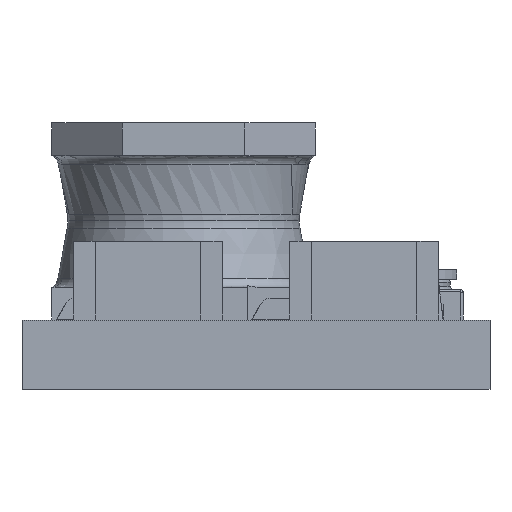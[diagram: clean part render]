
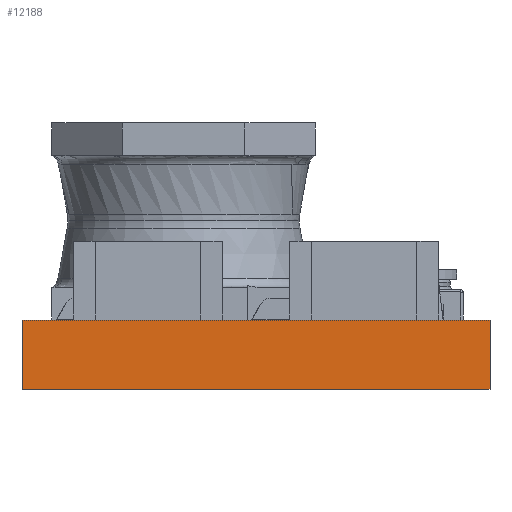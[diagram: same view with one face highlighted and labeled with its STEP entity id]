
A CAD part, front view. The second image highlights one B-rep face of the part: STEP entity #12188.
In plain terms, the highlighted planar face has unit normal (0, -1, 0).
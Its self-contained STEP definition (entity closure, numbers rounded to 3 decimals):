
#1274 = DIRECTION ( 'NONE',  ( 1., 0., 0. ) ) ;
#1895 = EDGE_CURVE ( 'NONE', #16112, #32457, #23641, .T. ) ;
#2521 = VERTEX_POINT ( 'NONE', #39455 ) ;
#2697 = ORIENTED_EDGE ( 'NONE', *, *, #32864, .T. ) ;
#4556 = AXIS2_PLACEMENT_3D ( 'NONE', #33762, #40284, #23865 ) ;
#4795 = PLANE ( 'NONE',  #4556 ) ;
#7359 = EDGE_LOOP ( 'NONE', ( #2697, #19575, #14477, #8415 ) ) ;
#7376 = CARTESIAN_POINT ( 'NONE',  ( 0., 0., 1.575 ) ) ;
#8255 = LINE ( 'NONE', #7376, #38148 ) ;
#8323 = DIRECTION ( 'NONE',  ( 0., 0., -1. ) ) ;
#8415 = ORIENTED_EDGE ( 'NONE', *, *, #1895, .T. ) ;
#10133 = VECTOR ( 'NONE', #8323, 1000. ) ;
#10175 = DIRECTION ( 'NONE',  ( 1., 0., 0. ) ) ;
#10703 = CARTESIAN_POINT ( 'NONE',  ( 0., 0., 0. ) ) ;
#12188 = ADVANCED_FACE ( 'NONE', ( #30040 ), #4795, .F. ) ;
#13952 = CARTESIAN_POINT ( 'NONE',  ( 10.668, 0., 1.575 ) ) ;
#14477 = ORIENTED_EDGE ( 'NONE', *, *, #30001, .F. ) ;
#16112 = VERTEX_POINT ( 'NONE', #41359 ) ;
#17055 = VERTEX_POINT ( 'NONE', #21206 ) ;
#19575 = ORIENTED_EDGE ( 'NONE', *, *, #36664, .F. ) ;
#21206 = CARTESIAN_POINT ( 'NONE',  ( 10.668, 0., 0. ) ) ;
#21235 = CARTESIAN_POINT ( 'NONE',  ( 0., 0., 0. ) ) ;
#23641 = LINE ( 'NONE', #23813, #10133 ) ;
#23813 = CARTESIAN_POINT ( 'NONE',  ( 0., 0., 1.575 ) ) ;
#23865 = DIRECTION ( 'NONE',  ( 0., 0., 1. ) ) ;
#29232 = VECTOR ( 'NONE', #38909, 1000. ) ;
#30001 = EDGE_CURVE ( 'NONE', #16112, #2521, #8255, .T. ) ;
#30040 = FACE_OUTER_BOUND ( 'NONE', #7359, .T. ) ;
#30698 = VECTOR ( 'NONE', #1274, 1000. ) ;
#32457 = VERTEX_POINT ( 'NONE', #21235 ) ;
#32771 = LINE ( 'NONE', #13952, #29232 ) ;
#32864 = EDGE_CURVE ( 'NONE', #32457, #17055, #40164, .T. ) ;
#33762 = CARTESIAN_POINT ( 'NONE',  ( 0., 0., 1.575 ) ) ;
#36664 = EDGE_CURVE ( 'NONE', #2521, #17055, #32771, .T. ) ;
#38148 = VECTOR ( 'NONE', #10175, 1000. ) ;
#38909 = DIRECTION ( 'NONE',  ( 0., 0., -1. ) ) ;
#39455 = CARTESIAN_POINT ( 'NONE',  ( 10.668, 0., 1.575 ) ) ;
#40164 = LINE ( 'NONE', #10703, #30698 ) ;
#40284 = DIRECTION ( 'NONE',  ( 0., 1., 0. ) ) ;
#41359 = CARTESIAN_POINT ( 'NONE',  ( 0., 0., 1.575 ) ) ;
